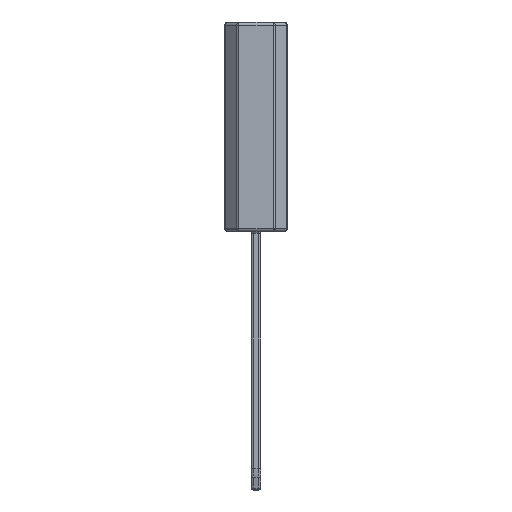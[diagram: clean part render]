
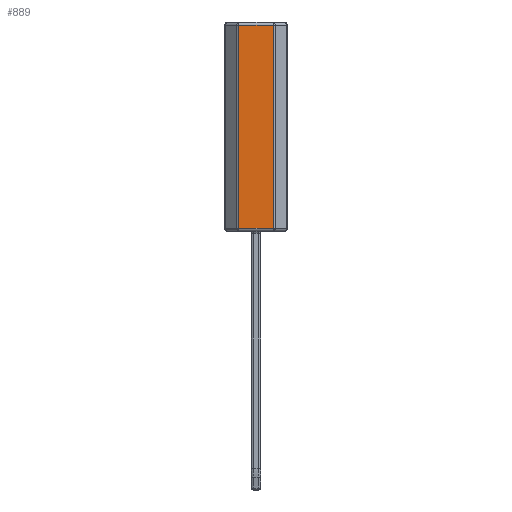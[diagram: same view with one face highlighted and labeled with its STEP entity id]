
A CAD part, left-side view. The second image highlights one B-rep face of the part: STEP entity #889.
In plain terms, the highlighted planar face has unit normal (-1, 0, 0).
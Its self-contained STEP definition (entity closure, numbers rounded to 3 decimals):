
#231 = CYLINDRICAL_SURFACE('',#232,0.125);
#232 = AXIS2_PLACEMENT_3D('',#233,#234,#235);
#233 = CARTESIAN_POINT('',(-1.145,0.692,0.));
#234 = DIRECTION('',(0.,0.,1.));
#235 = DIRECTION('',(-0.707,0.707,0.));
#336 = VERTEX_POINT('',#337);
#337 = CARTESIAN_POINT('',(-1.27,0.692,0.125));
#364 = EDGE_CURVE('',#336,#365,#367,.T.);
#365 = VERTEX_POINT('',#366);
#366 = CARTESIAN_POINT('',(-1.27,0.692,8.375));
#367 = SURFACE_CURVE('',#368,(#372,#379),.PCURVE_S1.);
#368 = LINE('',#369,#370);
#369 = CARTESIAN_POINT('',(-1.27,0.692,0.));
#370 = VECTOR('',#371,1.);
#371 = DIRECTION('',(0.,0.,1.));
#372 = PCURVE('',#231,#373);
#373 = DEFINITIONAL_REPRESENTATION('',(#374),#378);
#374 = LINE('',#375,#376);
#375 = CARTESIAN_POINT('',(0.785,0.));
#376 = VECTOR('',#377,1.);
#377 = DIRECTION('',(0.,1.));
#378 = ( GEOMETRIC_REPRESENTATION_CONTEXT(2) 
PARAMETRIC_REPRESENTATION_CONTEXT() REPRESENTATION_CONTEXT('2D SPACE',''
  ) );
#379 = PCURVE('',#380,#385);
#380 = PLANE('',#381);
#381 = AXIS2_PLACEMENT_3D('',#382,#383,#384);
#382 = CARTESIAN_POINT('',(-1.27,-0.744,0.));
#383 = DIRECTION('',(-1.,0.,0.));
#384 = DIRECTION('',(0.,1.,0.));
#385 = DEFINITIONAL_REPRESENTATION('',(#386),#390);
#386 = LINE('',#387,#388);
#387 = CARTESIAN_POINT('',(1.436,0.));
#388 = VECTOR('',#389,1.);
#389 = DIRECTION('',(0.,-1.));
#390 = ( GEOMETRIC_REPRESENTATION_CONTEXT(2) 
PARAMETRIC_REPRESENTATION_CONTEXT() REPRESENTATION_CONTEXT('2D SPACE',''
  ) );
#594 = CYLINDRICAL_SURFACE('',#595,0.125);
#595 = AXIS2_PLACEMENT_3D('',#596,#597,#598);
#596 = CARTESIAN_POINT('',(-1.145,-0.744,8.375));
#597 = DIRECTION('',(0.,1.,0.));
#598 = DIRECTION('',(-1.,0.,0.));
#876 = CYLINDRICAL_SURFACE('',#877,0.125);
#877 = AXIS2_PLACEMENT_3D('',#878,#879,#880);
#878 = CARTESIAN_POINT('',(-1.145,-0.744,0.125));
#879 = DIRECTION('',(0.,1.,0.));
#880 = DIRECTION('',(-1.,0.,0.));
#889 = ADVANCED_FACE('',(#890),#380,.T.);
#890 = FACE_BOUND('',#891,.T.);
#891 = EDGE_LOOP('',(#892,#915,#916,#939));
#892 = ORIENTED_EDGE('',*,*,#893,.T.);
#893 = EDGE_CURVE('',#894,#365,#896,.T.);
#894 = VERTEX_POINT('',#895);
#895 = CARTESIAN_POINT('',(-1.27,-0.692,8.375));
#896 = SURFACE_CURVE('',#897,(#901,#908),.PCURVE_S1.);
#897 = LINE('',#898,#899);
#898 = CARTESIAN_POINT('',(-1.27,-0.744,8.375));
#899 = VECTOR('',#900,1.);
#900 = DIRECTION('',(0.,1.,0.));
#901 = PCURVE('',#380,#902);
#902 = DEFINITIONAL_REPRESENTATION('',(#903),#907);
#903 = LINE('',#904,#905);
#904 = CARTESIAN_POINT('',(0.,-8.375));
#905 = VECTOR('',#906,1.);
#906 = DIRECTION('',(1.,0.));
#907 = ( GEOMETRIC_REPRESENTATION_CONTEXT(2) 
PARAMETRIC_REPRESENTATION_CONTEXT() REPRESENTATION_CONTEXT('2D SPACE',''
  ) );
#908 = PCURVE('',#594,#909);
#909 = DEFINITIONAL_REPRESENTATION('',(#910),#914);
#910 = LINE('',#911,#912);
#911 = CARTESIAN_POINT('',(0.,0.));
#912 = VECTOR('',#913,1.);
#913 = DIRECTION('',(0.,1.));
#914 = ( GEOMETRIC_REPRESENTATION_CONTEXT(2) 
PARAMETRIC_REPRESENTATION_CONTEXT() REPRESENTATION_CONTEXT('2D SPACE',''
  ) );
#915 = ORIENTED_EDGE('',*,*,#364,.F.);
#916 = ORIENTED_EDGE('',*,*,#917,.F.);
#917 = EDGE_CURVE('',#918,#336,#920,.T.);
#918 = VERTEX_POINT('',#919);
#919 = CARTESIAN_POINT('',(-1.27,-0.692,0.125));
#920 = SURFACE_CURVE('',#921,(#925,#932),.PCURVE_S1.);
#921 = LINE('',#922,#923);
#922 = CARTESIAN_POINT('',(-1.27,-0.744,0.125));
#923 = VECTOR('',#924,1.);
#924 = DIRECTION('',(0.,1.,0.));
#925 = PCURVE('',#380,#926);
#926 = DEFINITIONAL_REPRESENTATION('',(#927),#931);
#927 = LINE('',#928,#929);
#928 = CARTESIAN_POINT('',(0.,-0.125));
#929 = VECTOR('',#930,1.);
#930 = DIRECTION('',(1.,0.));
#931 = ( GEOMETRIC_REPRESENTATION_CONTEXT(2) 
PARAMETRIC_REPRESENTATION_CONTEXT() REPRESENTATION_CONTEXT('2D SPACE',''
  ) );
#932 = PCURVE('',#876,#933);
#933 = DEFINITIONAL_REPRESENTATION('',(#934),#938);
#934 = LINE('',#935,#936);
#935 = CARTESIAN_POINT('',(-0.,0.));
#936 = VECTOR('',#937,1.);
#937 = DIRECTION('',(-0.,1.));
#938 = ( GEOMETRIC_REPRESENTATION_CONTEXT(2) 
PARAMETRIC_REPRESENTATION_CONTEXT() REPRESENTATION_CONTEXT('2D SPACE',''
  ) );
#939 = ORIENTED_EDGE('',*,*,#940,.T.);
#940 = EDGE_CURVE('',#918,#894,#941,.T.);
#941 = SURFACE_CURVE('',#942,(#946,#953),.PCURVE_S1.);
#942 = LINE('',#943,#944);
#943 = CARTESIAN_POINT('',(-1.27,-0.692,0.));
#944 = VECTOR('',#945,1.);
#945 = DIRECTION('',(0.,0.,1.));
#946 = PCURVE('',#380,#947);
#947 = DEFINITIONAL_REPRESENTATION('',(#948),#952);
#948 = LINE('',#949,#950);
#949 = CARTESIAN_POINT('',(0.052,0.));
#950 = VECTOR('',#951,1.);
#951 = DIRECTION('',(0.,-1.));
#952 = ( GEOMETRIC_REPRESENTATION_CONTEXT(2) 
PARAMETRIC_REPRESENTATION_CONTEXT() REPRESENTATION_CONTEXT('2D SPACE',''
  ) );
#953 = PCURVE('',#954,#959);
#954 = CYLINDRICAL_SURFACE('',#955,0.125);
#955 = AXIS2_PLACEMENT_3D('',#956,#957,#958);
#956 = CARTESIAN_POINT('',(-1.145,-0.692,0.));
#957 = DIRECTION('',(0.,0.,1.));
#958 = DIRECTION('',(-1.,0.,0.));
#959 = DEFINITIONAL_REPRESENTATION('',(#960),#964);
#960 = LINE('',#961,#962);
#961 = CARTESIAN_POINT('',(0.,0.));
#962 = VECTOR('',#963,1.);
#963 = DIRECTION('',(0.,1.));
#964 = ( GEOMETRIC_REPRESENTATION_CONTEXT(2) 
PARAMETRIC_REPRESENTATION_CONTEXT() REPRESENTATION_CONTEXT('2D SPACE',''
  ) );
